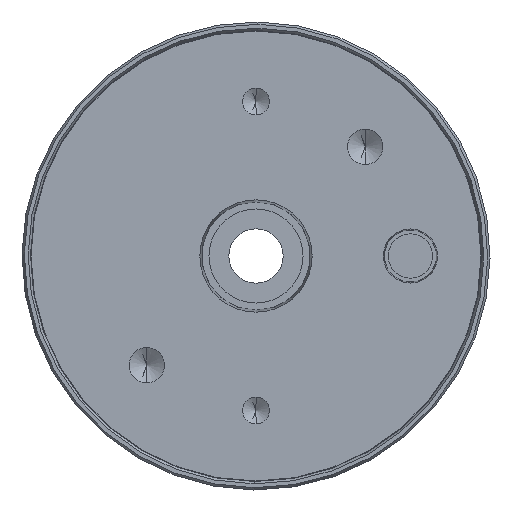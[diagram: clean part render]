
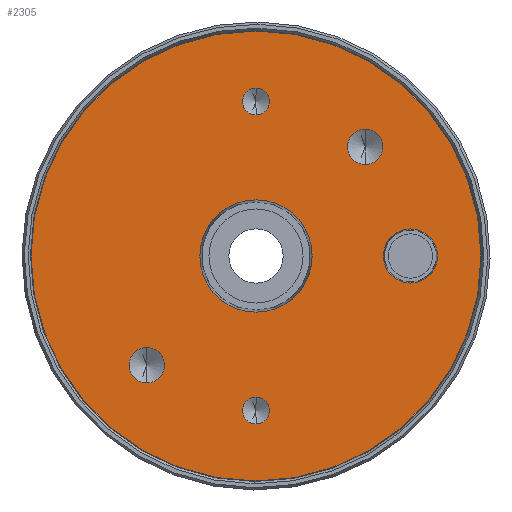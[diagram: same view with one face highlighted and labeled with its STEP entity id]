
A CAD part, front view. The second image highlights one B-rep face of the part: STEP entity #2305.
In plain terms, the highlighted planar face has unit normal (0, -1, 0).
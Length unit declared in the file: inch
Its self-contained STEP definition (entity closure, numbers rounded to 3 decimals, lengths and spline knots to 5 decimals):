
#22 = CIRCLE ( 'NONE', #2164, 0.13281 ) ;
#34 = DIRECTION ( 'NONE',  ( 0., 0., -1. ) ) ;
#78 = EDGE_CURVE ( 'NONE', #1392, #526, #1469, .T. ) ;
#102 = CIRCLE ( 'NONE', #2243, 0.2025 ) ;
#116 = CIRCLE ( 'NONE', #2023, 0.1005 ) ;
#131 = CARTESIAN_POINT ( 'NONE',  ( -0.81671, 0., -0.68389 ) ) ;
#133 = DIRECTION ( 'NONE',  ( 0., 0., -1. ) ) ;
#148 = FACE_OUTER_BOUND ( 'NONE', #2080, .T. ) ;
#164 = CARTESIAN_POINT ( 'NONE',  ( 0.81671, 0., 0.81671 ) ) ;
#227 = EDGE_LOOP ( 'NONE', ( #2084, #2044 ) ) ;
#232 = CARTESIAN_POINT ( 'NONE',  ( 0., 0., 0. ) ) ;
#247 = DIRECTION ( 'NONE',  ( 0., -1., 0. ) ) ;
#250 = CARTESIAN_POINT ( 'NONE',  ( 1.155, 0., 0. ) ) ;
#269 = EDGE_LOOP ( 'NONE', ( #2967, #2318 ) ) ;
#299 = CIRCLE ( 'NONE', #2465, 0.13281 ) ;
#308 = AXIS2_PLACEMENT_3D ( 'NONE', #523, #788, #566 ) ;
#352 = AXIS2_PLACEMENT_3D ( 'NONE', #2062, #2979, #876 ) ;
#356 = EDGE_CURVE ( 'NONE', #1921, #653, #102, .T. ) ;
#365 = CARTESIAN_POINT ( 'NONE',  ( 0., 0., 1.0545 ) ) ;
#367 = ORIENTED_EDGE ( 'NONE', *, *, #356, .F. ) ;
#399 = DIRECTION ( 'NONE',  ( 0., -1., 0. ) ) ;
#423 = EDGE_CURVE ( 'NONE', #1741, #1760, #1354, .T. ) ;
#439 = CIRCLE ( 'NONE', #583, 0.42 ) ;
#490 = DIRECTION ( 'NONE',  ( 0., 0., 1. ) ) ;
#521 = CARTESIAN_POINT ( 'NONE',  ( 0., 0., 0.42 ) ) ;
#523 = CARTESIAN_POINT ( 'NONE',  ( -0.81671, 0., -0.81671 ) ) ;
#526 = VERTEX_POINT ( 'NONE', #595 ) ;
#566 = DIRECTION ( 'NONE',  ( 0., 0., -1. ) ) ;
#582 = AXIS2_PLACEMENT_3D ( 'NONE', #232, #2123, #490 ) ;
#583 = AXIS2_PLACEMENT_3D ( 'NONE', #787, #1739, #2662 ) ;
#595 = CARTESIAN_POINT ( 'NONE',  ( 0., 0., 1.2555 ) ) ;
#601 = CIRCLE ( 'NONE', #704, 0.1005 ) ;
#653 = VERTEX_POINT ( 'NONE', #3022 ) ;
#658 = EDGE_LOOP ( 'NONE', ( #691, #1242 ) ) ;
#662 = CARTESIAN_POINT ( 'NONE',  ( 0., 0., 1.155 ) ) ;
#663 = FACE_BOUND ( 'NONE', #269, .T. ) ;
#691 = ORIENTED_EDGE ( 'NONE', *, *, #1004, .F. ) ;
#700 = DIRECTION ( 'NONE',  ( 0., 0., -1. ) ) ;
#704 = AXIS2_PLACEMENT_3D ( 'NONE', #662, #2996, #878 ) ;
#708 = ORIENTED_EDGE ( 'NONE', *, *, #1243, .F. ) ;
#754 = CIRCLE ( 'NONE', #352, 0.42 ) ;
#777 = ORIENTED_EDGE ( 'NONE', *, *, #1586, .F. ) ;
#787 = CARTESIAN_POINT ( 'NONE',  ( 0., 0., 0. ) ) ;
#788 = DIRECTION ( 'NONE',  ( 0., -1., 0. ) ) ;
#817 = CARTESIAN_POINT ( 'NONE',  ( 0., 0., -0.42 ) ) ;
#876 = DIRECTION ( 'NONE',  ( 0., 0., -1. ) ) ;
#878 = DIRECTION ( 'NONE',  ( 0., 0., -1. ) ) ;
#964 = AXIS2_PLACEMENT_3D ( 'NONE', #1246, #2188, #1999 ) ;
#969 = AXIS2_PLACEMENT_3D ( 'NONE', #1934, #1479, #34 ) ;
#1004 = EDGE_CURVE ( 'NONE', #2727, #1715, #1148, .T. ) ;
#1094 = FACE_BOUND ( 'NONE', #658, .T. ) ;
#1103 = CARTESIAN_POINT ( 'NONE',  ( 0.81671, 0., 0.81671 ) ) ;
#1109 = PLANE ( 'NONE',  #582 ) ;
#1119 = VERTEX_POINT ( 'NONE', #2102 ) ;
#1123 = DIRECTION ( 'NONE',  ( 0., 0., -1. ) ) ;
#1145 = CARTESIAN_POINT ( 'NONE',  ( 0., 0., 0. ) ) ;
#1148 = CIRCLE ( 'NONE', #1649, 0.1005 ) ;
#1208 = VERTEX_POINT ( 'NONE', #1341 ) ;
#1242 = ORIENTED_EDGE ( 'NONE', *, *, #2267, .F. ) ;
#1243 = EDGE_CURVE ( 'NONE', #2107, #2323, #754, .T. ) ;
#1246 = CARTESIAN_POINT ( 'NONE',  ( 0., 0., 0. ) ) ;
#1274 = AXIS2_PLACEMENT_3D ( 'NONE', #1103, #1326, #2265 ) ;
#1290 = EDGE_CURVE ( 'NONE', #1208, #1119, #299, .T. ) ;
#1318 = ORIENTED_EDGE ( 'NONE', *, *, #2212, .T. ) ;
#1326 = DIRECTION ( 'NONE',  ( 0., -1., 0. ) ) ;
#1341 = CARTESIAN_POINT ( 'NONE',  ( 0.81671, 0., 0.94952 ) ) ;
#1354 = CIRCLE ( 'NONE', #308, 0.13281 ) ;
#1392 = VERTEX_POINT ( 'NONE', #365 ) ;
#1416 = VERTEX_POINT ( 'NONE', #1601 ) ;
#1421 = EDGE_CURVE ( 'NONE', #526, #1392, #601, .T. ) ;
#1426 = EDGE_LOOP ( 'NONE', ( #2814, #3048 ) ) ;
#1469 = CIRCLE ( 'NONE', #969, 0.1005 ) ;
#1479 = DIRECTION ( 'NONE',  ( 0., -1., 0. ) ) ;
#1527 = AXIS2_PLACEMENT_3D ( 'NONE', #2176, #2936, #1955 ) ;
#1556 = DIRECTION ( 'NONE',  ( 0., 0., -1. ) ) ;
#1569 = FACE_BOUND ( 'NONE', #227, .T. ) ;
#1574 = DIRECTION ( 'NONE',  ( 0., -1., 0. ) ) ;
#1582 = VERTEX_POINT ( 'NONE', #2013 ) ;
#1586 = EDGE_CURVE ( 'NONE', #653, #1921, #2840, .T. ) ;
#1601 = CARTESIAN_POINT ( 'NONE',  ( 0., 0., -1.6825 ) ) ;
#1609 = ORIENTED_EDGE ( 'NONE', *, *, #2460, .F. ) ;
#1649 = AXIS2_PLACEMENT_3D ( 'NONE', #2848, #247, #2692 ) ;
#1715 = VERTEX_POINT ( 'NONE', #2281 ) ;
#1739 = DIRECTION ( 'NONE',  ( 0., -1., 0. ) ) ;
#1741 = VERTEX_POINT ( 'NONE', #2486 ) ;
#1753 = EDGE_CURVE ( 'NONE', #1119, #1208, #2639, .T. ) ;
#1760 = VERTEX_POINT ( 'NONE', #131 ) ;
#1820 = FACE_BOUND ( 'NONE', #1987, .T. ) ;
#1890 = EDGE_CURVE ( 'NONE', #1760, #1741, #22, .T. ) ;
#1921 = VERTEX_POINT ( 'NONE', #2685 ) ;
#1934 = CARTESIAN_POINT ( 'NONE',  ( 0., 0., 1.155 ) ) ;
#1955 = DIRECTION ( 'NONE',  ( 0., 0., -1. ) ) ;
#1987 = EDGE_LOOP ( 'NONE', ( #708, #1609 ) ) ;
#1999 = DIRECTION ( 'NONE',  ( 0., 0., -1. ) ) ;
#2004 = EDGE_LOOP ( 'NONE', ( #367, #777 ) ) ;
#2013 = CARTESIAN_POINT ( 'NONE',  ( 0., 0., 1.6825 ) ) ;
#2023 = AXIS2_PLACEMENT_3D ( 'NONE', #2966, #2505, #133 ) ;
#2044 = ORIENTED_EDGE ( 'NONE', *, *, #1421, .F. ) ;
#2062 = CARTESIAN_POINT ( 'NONE',  ( 0., 0., 0. ) ) ;
#2080 = EDGE_LOOP ( 'NONE', ( #3020, #1318 ) ) ;
#2084 = ORIENTED_EDGE ( 'NONE', *, *, #78, .F. ) ;
#2102 = CARTESIAN_POINT ( 'NONE',  ( 0.81671, 0., 0.68389 ) ) ;
#2107 = VERTEX_POINT ( 'NONE', #817 ) ;
#2116 = CIRCLE ( 'NONE', #2211, 1.6825 ) ;
#2123 = DIRECTION ( 'NONE',  ( 0., 1., 0. ) ) ;
#2164 = AXIS2_PLACEMENT_3D ( 'NONE', #2273, #1574, #1556 ) ;
#2176 = CARTESIAN_POINT ( 'NONE',  ( 1.155, 0., 0. ) ) ;
#2188 = DIRECTION ( 'NONE',  ( 0., -1., 0. ) ) ;
#2211 = AXIS2_PLACEMENT_3D ( 'NONE', #1145, #399, #3015 ) ;
#2212 = EDGE_CURVE ( 'NONE', #1582, #1416, #2116, .T. ) ;
#2243 = AXIS2_PLACEMENT_3D ( 'NONE', #250, #2808, #700 ) ;
#2265 = DIRECTION ( 'NONE',  ( 0., 0., -1. ) ) ;
#2267 = EDGE_CURVE ( 'NONE', #1715, #2727, #116, .T. ) ;
#2273 = CARTESIAN_POINT ( 'NONE',  ( -0.81671, 0., -0.81671 ) ) ;
#2281 = CARTESIAN_POINT ( 'NONE',  ( 0., 0., -1.0545 ) ) ;
#2285 = FACE_BOUND ( 'NONE', #2004, .T. ) ;
#2305 = ADVANCED_FACE ( 'NONE', ( #3033, #663, #1569, #1094, #2285, #1820, #148 ), #1109, .F. ) ;
#2318 = ORIENTED_EDGE ( 'NONE', *, *, #1890, .F. ) ;
#2323 = VERTEX_POINT ( 'NONE', #521 ) ;
#2460 = EDGE_CURVE ( 'NONE', #2323, #2107, #439, .T. ) ;
#2465 = AXIS2_PLACEMENT_3D ( 'NONE', #164, #3012, #1123 ) ;
#2486 = CARTESIAN_POINT ( 'NONE',  ( -0.81671, 0., -0.94952 ) ) ;
#2505 = DIRECTION ( 'NONE',  ( 0., -1., 0. ) ) ;
#2632 = CIRCLE ( 'NONE', #964, 1.6825 ) ;
#2639 = CIRCLE ( 'NONE', #1274, 0.13281 ) ;
#2655 = EDGE_CURVE ( 'NONE', #1416, #1582, #2632, .T. ) ;
#2662 = DIRECTION ( 'NONE',  ( 0., 0., -1. ) ) ;
#2685 = CARTESIAN_POINT ( 'NONE',  ( 1.155, 0., -0.2025 ) ) ;
#2692 = DIRECTION ( 'NONE',  ( 0., 0., -1. ) ) ;
#2727 = VERTEX_POINT ( 'NONE', #2842 ) ;
#2808 = DIRECTION ( 'NONE',  ( 0., -1., 0. ) ) ;
#2814 = ORIENTED_EDGE ( 'NONE', *, *, #1753, .F. ) ;
#2840 = CIRCLE ( 'NONE', #1527, 0.2025 ) ;
#2842 = CARTESIAN_POINT ( 'NONE',  ( 0., 0., -1.2555 ) ) ;
#2848 = CARTESIAN_POINT ( 'NONE',  ( 0., 0., -1.155 ) ) ;
#2936 = DIRECTION ( 'NONE',  ( 0., -1., 0. ) ) ;
#2966 = CARTESIAN_POINT ( 'NONE',  ( 0., 0., -1.155 ) ) ;
#2967 = ORIENTED_EDGE ( 'NONE', *, *, #423, .F. ) ;
#2979 = DIRECTION ( 'NONE',  ( 0., -1., 0. ) ) ;
#2996 = DIRECTION ( 'NONE',  ( 0., -1., 0. ) ) ;
#3012 = DIRECTION ( 'NONE',  ( 0., -1., 0. ) ) ;
#3015 = DIRECTION ( 'NONE',  ( 0., 0., -1. ) ) ;
#3020 = ORIENTED_EDGE ( 'NONE', *, *, #2655, .T. ) ;
#3022 = CARTESIAN_POINT ( 'NONE',  ( 1.155, 0., 0.2025 ) ) ;
#3033 = FACE_BOUND ( 'NONE', #1426, .T. ) ;
#3048 = ORIENTED_EDGE ( 'NONE', *, *, #1290, .F. ) ;
